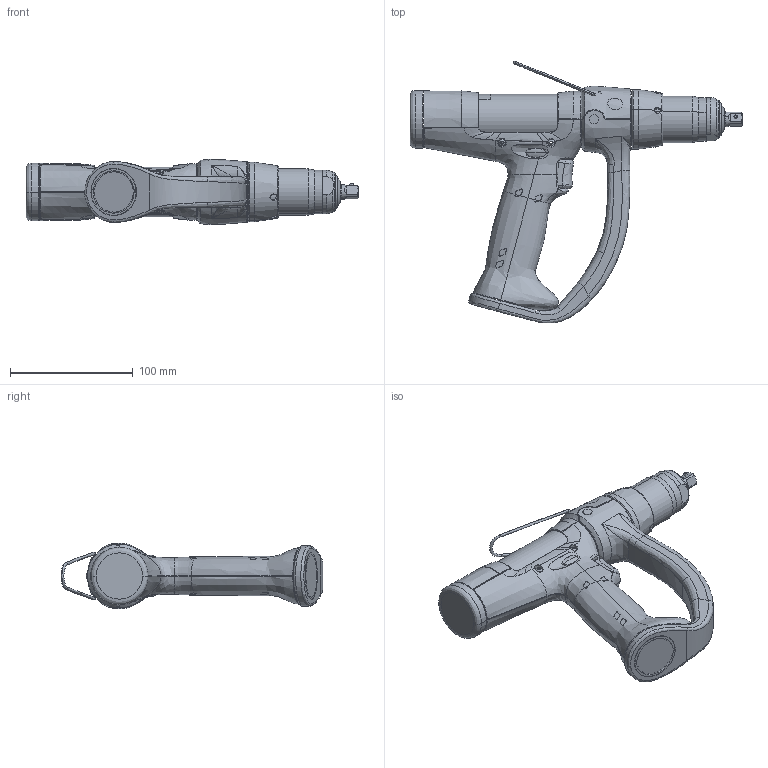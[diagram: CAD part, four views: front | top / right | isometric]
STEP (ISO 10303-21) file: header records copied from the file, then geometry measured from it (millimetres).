
FILE_DESCRIPTION((''),'2;1');
FILE_NAME('50EPN43GD3_SW0001','2018-11-27T',('A1X81'),(''),'CREO PARAMETRIC BY PTC INC, 2016050','CREO PARAMETRIC BY PTC INC, 2016050','');
FILE_SCHEMA(('CONFIG_CONTROL_DESIGN'));
Length unit declared in the file: millimetre
Products named in the file (1): 50EPN43GD3_SW0001
Bounding box: 270.08 x 213.04 x 53.6 mm (x, y, z)
Surface area: 84000.8 mm2 (no closed solid volume)
Topology: 0 solids, 68 shells, 708 faces, 1997 edges, 1314 vertices
Faces by surface type: bspline 410, cylinder 93, cone 53, torus 49, plane 46, sphere 42, extrusion 9, revolution 6
Entity records: 114850 total; most frequent: CARTESIAN_POINT 100629, ORIENTED_EDGE 3195, DIRECTION 1998, EDGE_CURVE 1982, VERTEX_POINT 1314, B_SPLINE_CURVE_WITH_KNOTS 1165, AXIS2_PLACEMENT_3D 868, EDGE_LOOP 708
